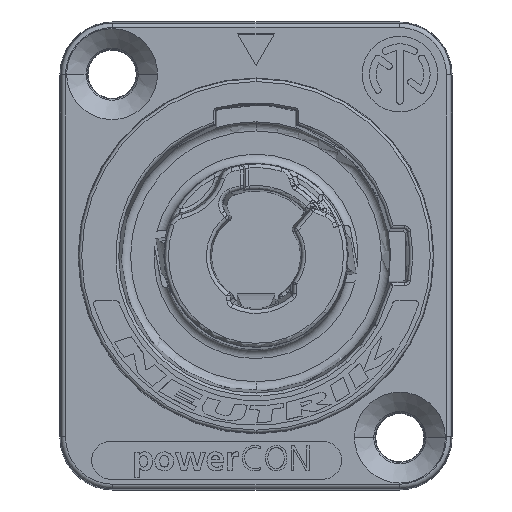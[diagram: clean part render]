
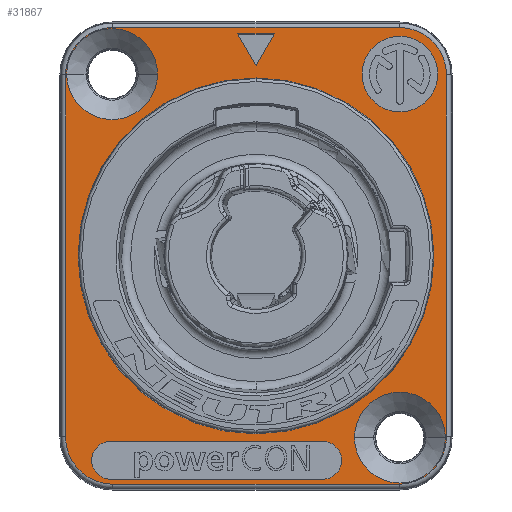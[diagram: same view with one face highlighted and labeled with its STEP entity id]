
A CAD part, top view. The second image highlights one B-rep face of the part: STEP entity #31867.
In plain terms, the highlighted planar face has unit normal (0, 0, 1).
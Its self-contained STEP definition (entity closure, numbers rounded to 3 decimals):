
#7234=CARTESIAN_POINT('',(9.5,12.,4.5));
#7235=DIRECTION('',(0.,0.,1.));
#7236=DIRECTION('',(1.,0.,0.));
#7237=AXIS2_PLACEMENT_3D('',#7234,#7235,#7236);
#7239=CARTESIAN_POINT('',(9.5,12.,4.5));
#7240=DIRECTION('',(0.,0.,1.));
#7241=DIRECTION('',(-1.,0.,0.));
#7242=AXIS2_PLACEMENT_3D('',#7239,#7240,#7241);
#7244=CARTESIAN_POINT('',(-9.6,-13.5,4.5));
#7245=DIRECTION('',(0.,0.,1.));
#7246=DIRECTION('',(0.,1.,0.));
#7247=AXIS2_PLACEMENT_3D('',#7244,#7245,#7246);
#7249=DIRECTION('',(1.,0.,0.));
#7250=VECTOR('',#7249,14.);
#7251=CARTESIAN_POINT('',(-9.6,-14.75,4.5));
#7252=LINE('',#7251,#7250);
#7253=CARTESIAN_POINT('',(4.4,-13.5,4.5));
#7254=DIRECTION('',(0.,0.,1.));
#7255=DIRECTION('',(0.,-1.,0.));
#7256=AXIS2_PLACEMENT_3D('',#7253,#7254,#7255);
#7258=DIRECTION('',(-1.,0.,0.));
#7259=VECTOR('',#7258,14.);
#7260=CARTESIAN_POINT('',(4.4,-12.25,4.5));
#7261=LINE('',#7260,#7259);
#7262=DIRECTION('',(0.5,-0.866,0.));
#7263=VECTOR('',#7262,2.4);
#7264=CARTESIAN_POINT('',(-1.2,14.65,4.5));
#7265=LINE('',#7264,#7263);
#7266=DIRECTION('',(0.5,0.866,0.));
#7267=VECTOR('',#7266,2.4);
#7268=CARTESIAN_POINT('',(0.,12.572,4.5));
#7269=LINE('',#7268,#7267);
#7270=DIRECTION('',(-1.,0.,0.));
#7271=VECTOR('',#7270,2.4);
#7272=CARTESIAN_POINT('',(1.2,14.65,4.5));
#7273=LINE('',#7272,#7271);
#7274=CARTESIAN_POINT('',(-9.5,12.,4.5));
#7275=DIRECTION('',(0.,0.,-1.));
#7276=DIRECTION('',(1.,0.,0.));
#7277=AXIS2_PLACEMENT_3D('',#7274,#7275,#7276);
#7279=CARTESIAN_POINT('',(-9.5,12.,4.5));
#7280=DIRECTION('',(0.,0.,-1.));
#7281=DIRECTION('',(-1.,0.,0.));
#7282=AXIS2_PLACEMENT_3D('',#7279,#7280,#7281);
#7284=CARTESIAN_POINT('',(9.5,-12.,4.5));
#7285=DIRECTION('',(0.,0.,-1.));
#7286=DIRECTION('',(-1.,0.,0.));
#7287=AXIS2_PLACEMENT_3D('',#7284,#7285,#7286);
#7289=CARTESIAN_POINT('',(9.5,-12.,4.5));
#7290=DIRECTION('',(0.,0.,-1.));
#7291=DIRECTION('',(1.,0.,0.));
#7292=AXIS2_PLACEMENT_3D('',#7289,#7290,#7291);
#7294=CARTESIAN_POINT('',(-9.45,-11.95,4.5));
#7295=DIRECTION('',(0.,0.,1.));
#7296=DIRECTION('',(-1.,0.,0.));
#7297=AXIS2_PLACEMENT_3D('',#7294,#7295,#7296);
#7299=DIRECTION('',(0.,-1.,0.));
#7300=VECTOR('',#7299,23.9);
#7301=CARTESIAN_POINT('',(-12.577,11.95,4.5));
#7302=LINE('',#7301,#7300);
#7303=CARTESIAN_POINT('',(-9.45,11.95,4.5));
#7304=DIRECTION('',(0.,0.,1.));
#7305=DIRECTION('',(0.,1.,0.));
#7306=AXIS2_PLACEMENT_3D('',#7303,#7304,#7305);
#7308=DIRECTION('',(-1.,0.,0.));
#7309=VECTOR('',#7308,18.9);
#7310=CARTESIAN_POINT('',(9.45,15.077,4.5));
#7311=LINE('',#7310,#7309);
#7312=CARTESIAN_POINT('',(9.45,11.95,4.5));
#7313=DIRECTION('',(0.,0.,1.));
#7314=DIRECTION('',(1.,0.,0.));
#7315=AXIS2_PLACEMENT_3D('',#7312,#7313,#7314);
#7317=DIRECTION('',(0.,1.,0.));
#7318=VECTOR('',#7317,23.9);
#7319=CARTESIAN_POINT('',(12.577,-11.95,4.5));
#7320=LINE('',#7319,#7318);
#7321=CARTESIAN_POINT('',(9.45,-11.95,4.5));
#7322=DIRECTION('',(0.,0.,1.));
#7323=DIRECTION('',(0.,-1.,0.));
#7324=AXIS2_PLACEMENT_3D('',#7321,#7322,#7323);
#7326=DIRECTION('',(1.,0.,0.));
#7327=VECTOR('',#7326,18.9);
#7328=CARTESIAN_POINT('',(-9.45,-15.077,4.5));
#7329=LINE('',#7328,#7327);
#7335=CARTESIAN_POINT('',(0.,0.,4.5));
#7336=DIRECTION('',(0.,0.,-1.));
#7337=DIRECTION('',(0.,1.,0.));
#7338=AXIS2_PLACEMENT_3D('',#7335,#7336,#7337);
#12875=CARTESIAN_POINT('',(0.,0.,4.5));
#12876=DIRECTION('',(0.,0.,1.));
#12877=DIRECTION('',(0.,1.,0.));
#12878=AXIS2_PLACEMENT_3D('',#12875,#12876,#12877);
#17835=CARTESIAN_POINT('',(0.,11.75,4.5));
#17836=CARTESIAN_POINT('',(0.,-11.75,4.5));
#17837=VERTEX_POINT('',#17835);
#17838=VERTEX_POINT('',#17836);
#17873=CARTESIAN_POINT('',(12.,12.,4.5));
#17874=CARTESIAN_POINT('',(7.,12.,4.5));
#17875=VERTEX_POINT('',#17873);
#17876=VERTEX_POINT('',#17874);
#17877=CARTESIAN_POINT('',(-9.6,-12.25,4.5));
#17878=CARTESIAN_POINT('',(-9.6,-14.75,4.5));
#17879=VERTEX_POINT('',#17877);
#17880=VERTEX_POINT('',#17878);
#17881=CARTESIAN_POINT('',(4.4,-14.75,4.5));
#17882=VERTEX_POINT('',#17881);
#17883=CARTESIAN_POINT('',(4.4,-12.25,4.5));
#17884=VERTEX_POINT('',#17883);
#17885=CARTESIAN_POINT('',(-1.2,14.65,4.5));
#17886=CARTESIAN_POINT('',(0.,12.572,4.5));
#17887=VERTEX_POINT('',#17885);
#17888=VERTEX_POINT('',#17886);
#17889=CARTESIAN_POINT('',(1.2,14.65,4.5));
#17890=VERTEX_POINT('',#17889);
#19205=CARTESIAN_POINT('',(-6.5,12.,4.5));
#19206=CARTESIAN_POINT('',(-12.5,12.,4.5));
#19207=VERTEX_POINT('',#19205);
#19208=VERTEX_POINT('',#19206);
#19213=CARTESIAN_POINT('',(6.5,-12.,4.5));
#19214=CARTESIAN_POINT('',(12.5,-12.,4.5));
#19215=VERTEX_POINT('',#19213);
#19216=VERTEX_POINT('',#19214);
#19225=CARTESIAN_POINT('',(-12.577,-11.95,4.5));
#19226=CARTESIAN_POINT('',(-9.45,-15.077,4.5));
#19227=VERTEX_POINT('',#19225);
#19228=VERTEX_POINT('',#19226);
#19233=CARTESIAN_POINT('',(9.45,-15.077,4.5));
#19234=VERTEX_POINT('',#19233);
#19237=CARTESIAN_POINT('',(12.577,-11.95,4.5));
#19238=VERTEX_POINT('',#19237);
#19241=CARTESIAN_POINT('',(12.577,11.95,4.5));
#19242=VERTEX_POINT('',#19241);
#19245=CARTESIAN_POINT('',(9.45,15.077,4.5));
#19246=VERTEX_POINT('',#19245);
#19249=CARTESIAN_POINT('',(-9.45,15.077,4.5));
#19250=VERTEX_POINT('',#19249);
#19253=CARTESIAN_POINT('',(-12.577,11.95,4.5));
#19254=VERTEX_POINT('',#19253);
#31803=CARTESIAN_POINT('',(0.,0.,4.5));
#31804=DIRECTION('',(0.,0.,-1.));
#31805=DIRECTION('',(0.,-1.,0.));
#31806=AXIS2_PLACEMENT_3D('',#31803,#31804,#31805);
#31807=PLANE('',#31806);
#31809=ORIENTED_EDGE('',*,*,#31808,.F.);
#31811=ORIENTED_EDGE('',*,*,#31810,.F.);
#31813=ORIENTED_EDGE('',*,*,#31812,.F.);
#31814=ORIENTED_EDGE('',*,*,#31793,.F.);
#31816=ORIENTED_EDGE('',*,*,#31815,.F.);
#31818=ORIENTED_EDGE('',*,*,#31817,.F.);
#31820=ORIENTED_EDGE('',*,*,#31819,.F.);
#31822=ORIENTED_EDGE('',*,*,#31821,.F.);
#31823=EDGE_LOOP('',(#31809,#31811,#31813,#31814,#31816,#31818,#31820,#31822));
#31824=FACE_OUTER_BOUND('',#31823,.F.);
#31826=ORIENTED_EDGE('',*,*,#31825,.T.);
#31828=ORIENTED_EDGE('',*,*,#31827,.T.);
#31829=EDGE_LOOP('',(#31826,#31828));
#31830=FACE_BOUND('',#31829,.F.);
#31832=ORIENTED_EDGE('',*,*,#31831,.T.);
#31834=ORIENTED_EDGE('',*,*,#31833,.T.);
#31836=ORIENTED_EDGE('',*,*,#31835,.T.);
#31838=ORIENTED_EDGE('',*,*,#31837,.T.);
#31839=EDGE_LOOP('',(#31832,#31834,#31836,#31838));
#31840=FACE_BOUND('',#31839,.F.);
#31842=ORIENTED_EDGE('',*,*,#31841,.T.);
#31844=ORIENTED_EDGE('',*,*,#31843,.T.);
#31846=ORIENTED_EDGE('',*,*,#31845,.T.);
#31847=EDGE_LOOP('',(#31842,#31844,#31846));
#31848=FACE_BOUND('',#31847,.F.);
#31850=ORIENTED_EDGE('',*,*,#31849,.F.);
#31852=ORIENTED_EDGE('',*,*,#31851,.F.);
#31853=EDGE_LOOP('',(#31850,#31852));
#31854=FACE_BOUND('',#31853,.F.);
#31856=ORIENTED_EDGE('',*,*,#31855,.F.);
#31858=ORIENTED_EDGE('',*,*,#31857,.F.);
#31859=EDGE_LOOP('',(#31856,#31858));
#31860=FACE_BOUND('',#31859,.F.);
#31862=ORIENTED_EDGE('',*,*,#31861,.F.);
#31864=ORIENTED_EDGE('',*,*,#31863,.T.);
#31865=EDGE_LOOP('',(#31862,#31864));
#31866=FACE_BOUND('',#31865,.F.);
#31867=ADVANCED_FACE('',(#31824,#31830,#31840,#31848,#31854,#31860,#31866),
#31807,.F.);
#7238=CIRCLE('',#7237,2.5);
#7243=CIRCLE('',#7242,2.5);
#7248=CIRCLE('',#7247,1.25);
#7257=CIRCLE('',#7256,1.25);
#7278=CIRCLE('',#7277,3.);
#7283=CIRCLE('',#7282,3.);
#7288=CIRCLE('',#7287,3.);
#7293=CIRCLE('',#7292,3.);
#7298=CIRCLE('',#7297,3.127);
#7307=CIRCLE('',#7306,3.127);
#7316=CIRCLE('',#7315,3.127);
#7325=CIRCLE('',#7324,3.127);
#7339=CIRCLE('',#7338,11.75);
#12879=CIRCLE('',#12878,11.75);
#31793=EDGE_CURVE('',#19246,#19250,#7311,.T.);
#31808=EDGE_CURVE('',#19227,#19228,#7298,.T.);
#31810=EDGE_CURVE('',#19254,#19227,#7302,.T.);
#31812=EDGE_CURVE('',#19250,#19254,#7307,.T.);
#31815=EDGE_CURVE('',#19242,#19246,#7316,.T.);
#31817=EDGE_CURVE('',#19238,#19242,#7320,.T.);
#31819=EDGE_CURVE('',#19234,#19238,#7325,.T.);
#31821=EDGE_CURVE('',#19228,#19234,#7329,.T.);
#31825=EDGE_CURVE('',#17875,#17876,#7238,.T.);
#31827=EDGE_CURVE('',#17876,#17875,#7243,.T.);
#31831=EDGE_CURVE('',#17879,#17880,#7248,.T.);
#31833=EDGE_CURVE('',#17880,#17882,#7252,.T.);
#31835=EDGE_CURVE('',#17882,#17884,#7257,.T.);
#31837=EDGE_CURVE('',#17884,#17879,#7261,.T.);
#31841=EDGE_CURVE('',#17887,#17888,#7265,.T.);
#31843=EDGE_CURVE('',#17888,#17890,#7269,.T.);
#31845=EDGE_CURVE('',#17890,#17887,#7273,.T.);
#31849=EDGE_CURVE('',#19207,#19208,#7278,.T.);
#31851=EDGE_CURVE('',#19208,#19207,#7283,.T.);
#31855=EDGE_CURVE('',#19215,#19216,#7288,.T.);
#31857=EDGE_CURVE('',#19216,#19215,#7293,.T.);
#31861=EDGE_CURVE('',#17837,#17838,#7339,.T.);
#31863=EDGE_CURVE('',#17837,#17838,#12879,.T.);
